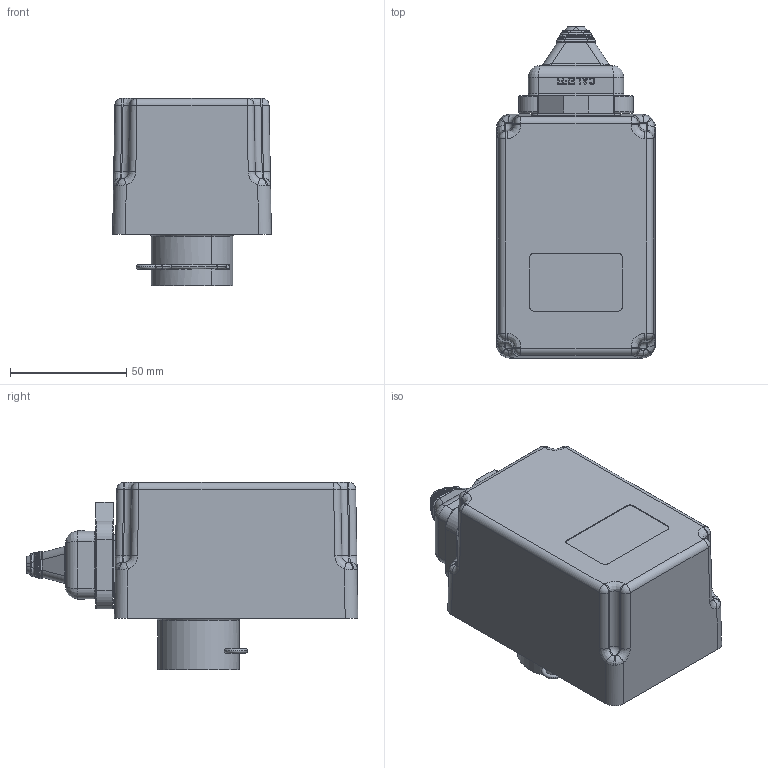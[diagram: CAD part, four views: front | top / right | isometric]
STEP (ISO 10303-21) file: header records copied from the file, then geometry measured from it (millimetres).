
FILE_DESCRIPTION(('CATIA V5 STEP Exchange'),'2;1');
FILE_NAME('STEP_646002_-_TST.stp','2018-09-26T06:07:30+00:00',('none'),('none'),'CATIA Version 5-6 Release 2016 SP4','CATIA V5 STEP AP203','none');
FILE_SCHEMA(('CONFIG_CONTROL_DESIGN'));
Length unit declared in the file: millimetre
Products named in the file (1): 646002 - TST
Bounding box: 68.3 x 142.8 x 80.5 mm (x, y, z)
Volume: 456193.1 mm3; surface area: 40907.5 mm2
Topology: 1 solids, 1 shells, 525 faces, 1346 edges, 834 vertices
Faces by surface type: plane 189, cylinder 146, extrusion 84, bspline 72, torus 22, sphere 12
Entity records: 20822 total; most frequent: CARTESIAN_POINT 9841, ORIENTED_EDGE 2660, DIRECTION 1453, EDGE_CURVE 1330, VERTEX_POINT 834, VECTOR 756, LINE 672, B_SPLINE_CURVE_WITH_KNOTS 573
